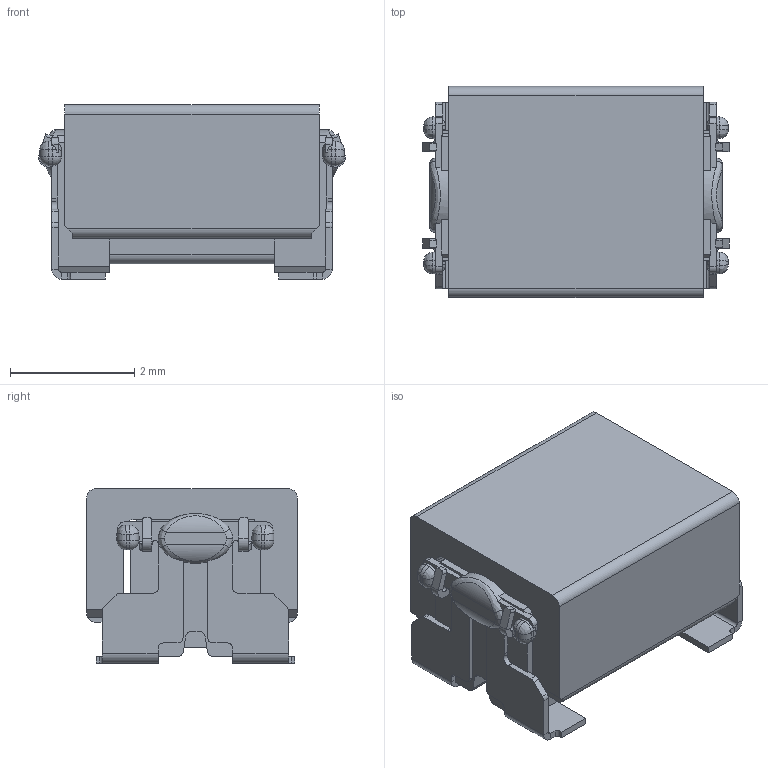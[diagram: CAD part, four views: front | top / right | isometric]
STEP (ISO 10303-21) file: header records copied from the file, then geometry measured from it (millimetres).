
FILE_DESCRIPTION(('FreeCAD Model'),'2;1');
FILE_NAME('TDK_B82789.step' ,'2021-04-01T19:19:17',('kicad StepUp'),('ksu MCAD'), 'Open CASCADE STEP processor 7.2','FreeCAD','Unknown');
FILE_SCHEMA(('AUTOMOTIVE_DESIGN { 1 0 10303 214 1 1 1 1 }'));
Length unit declared in the file: millimetre
Products named in the file (1): TDK_B82789
Bounding box: 4.94 x 3.4 x 2.81 mm (x, y, z)
Volume: 33.8 mm3; surface area: 116.7 mm2
Topology: 1 solids, 1 shells, 448 faces, 1200 edges, 748 vertices
Faces by surface type: plane 240, cylinder 148, bspline 40, sphere 16, extrusion 4
Entity records: 20386 total; most frequent: CARTESIAN_POINT 6252, ORIENTED_EDGE 2400, DIRECTION 2184, EDGE_CURVE 1200, VECTOR 782, LINE 778, VERTEX_POINT 748, AXIS2_PLACEMENT_3D 701
